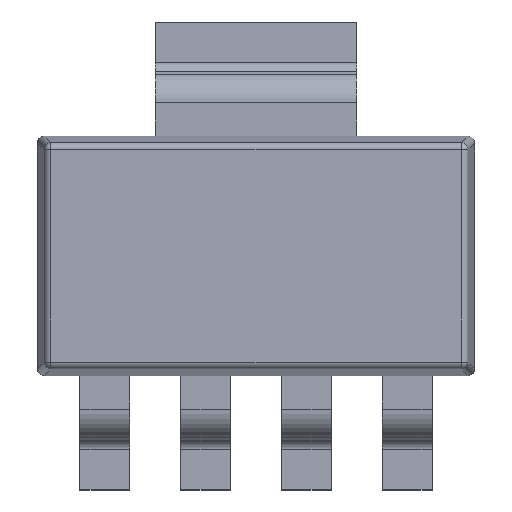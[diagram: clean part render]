
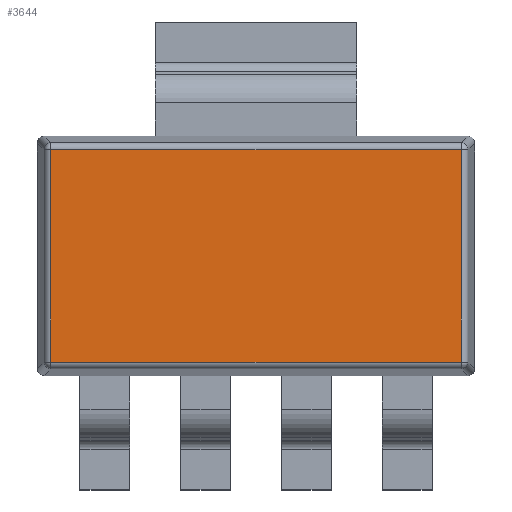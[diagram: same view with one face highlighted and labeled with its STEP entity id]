
A CAD part, top view. The second image highlights one B-rep face of the part: STEP entity #3644.
In plain terms, the highlighted planar face has unit normal (0, 0, 1).
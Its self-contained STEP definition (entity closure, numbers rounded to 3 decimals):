
#2424 = FACE_OUTER_BOUND ( 'NONE', #3645, .T. ) ;
#2457 = CARTESIAN_POINT ( 'NONE',  ( 3.051, -1.581, 1.7 ) ) ;
#2458 = DIRECTION ( 'NONE',  ( 1., 0., 0. ) ) ;
#2459 = VECTOR ( 'NONE', #2458, 1000. ) ;
#2460 = CARTESIAN_POINT ( 'NONE',  ( -3.25, -1.581, 1.7 ) ) ;
#2461 = LINE ( 'NONE', #2460, #2459 ) ;
#2462 = CARTESIAN_POINT ( 'NONE',  ( -3.051, -1.581, 1.7 ) ) ;
#2463 = CARTESIAN_POINT ( 'NONE',  ( -3.051, 1.581, 1.7 ) ) ;
#2464 = DIRECTION ( 'NONE',  ( 0., -1., 0. ) ) ;
#2465 = VECTOR ( 'NONE', #2464, 1000. ) ;
#2466 = CARTESIAN_POINT ( 'NONE',  ( -3.051, -1.78, 1.7 ) ) ;
#2467 = LINE ( 'NONE', #2466, #2465 ) ;
#2468 = DIRECTION ( 'NONE',  ( 1., 0., 0. ) ) ;
#2469 = DIRECTION ( 'NONE',  ( 0., 0., 1. ) ) ;
#2470 = CARTESIAN_POINT ( 'NONE',  ( -3.25, -1.78, 1.7 ) ) ;
#2471 = AXIS2_PLACEMENT_3D ( 'NONE', #2470, #2469, #2468 ) ;
#2472 = PLANE ( 'NONE',  #2471 ) ;
#2572 = DIRECTION ( 'NONE',  ( -1., 0., 0. ) ) ;
#2573 = VECTOR ( 'NONE', #2572, 1000. ) ;
#2574 = CARTESIAN_POINT ( 'NONE',  ( -3.25, 1.581, 1.7 ) ) ;
#2575 = LINE ( 'NONE', #2574, #2573 ) ;
#2577 = CARTESIAN_POINT ( 'NONE',  ( 3.051, 1.581, 1.7 ) ) ;
#2578 = DIRECTION ( 'NONE',  ( 0., 1., 0. ) ) ;
#2579 = VECTOR ( 'NONE', #2578, 1000. ) ;
#2580 = CARTESIAN_POINT ( 'NONE',  ( 3.051, -1.78, 1.7 ) ) ;
#2581 = LINE ( 'NONE', #2580, #2579 ) ;
#3644 = ADVANCED_FACE ( 'NONE', ( #2424 ), #2472, .T. ) ;
#3645 = EDGE_LOOP ( 'NONE', ( #3646, #3650, #3693, #3696 ) ) ;
#3646 = ORIENTED_EDGE ( 'NONE', *, *, #3647, .T. ) ;
#3647 = EDGE_CURVE ( 'NONE', #3648, #3649, #2467, .T. ) ;
#3648 = VERTEX_POINT ( 'NONE', #2463 ) ;
#3649 = VERTEX_POINT ( 'NONE', #2462 ) ;
#3650 = ORIENTED_EDGE ( 'NONE', *, *, #3651, .T. ) ;
#3651 = EDGE_CURVE ( 'NONE', #3649, #3652, #2461, .T. ) ;
#3652 = VERTEX_POINT ( 'NONE', #2457 ) ;
#3693 = ORIENTED_EDGE ( 'NONE', *, *, #3694, .T. ) ;
#3694 = EDGE_CURVE ( 'NONE', #3652, #3695, #2581, .T. ) ;
#3695 = VERTEX_POINT ( 'NONE', #2577 ) ;
#3696 = ORIENTED_EDGE ( 'NONE', *, *, #3697, .T. ) ;
#3697 = EDGE_CURVE ( 'NONE', #3695, #3648, #2575, .T. ) ;
